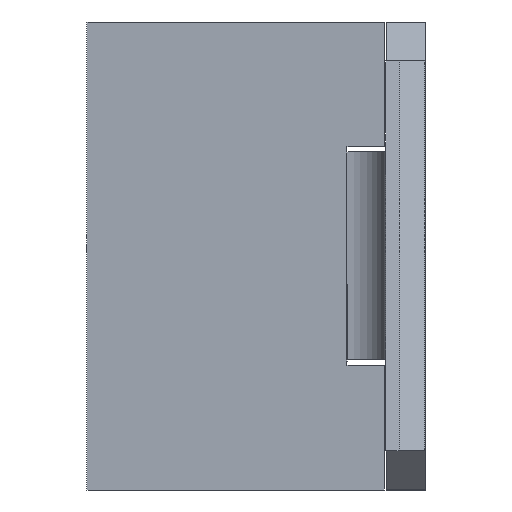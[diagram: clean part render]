
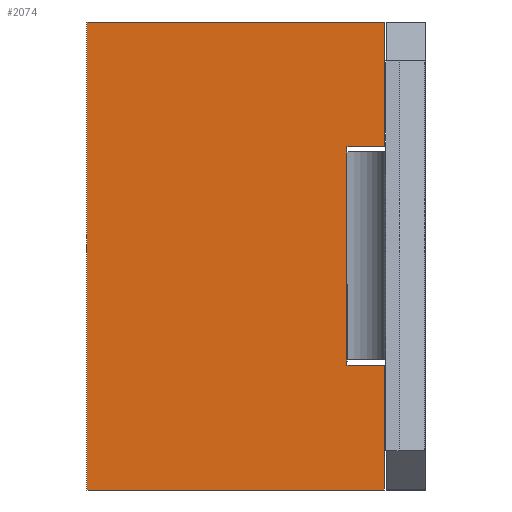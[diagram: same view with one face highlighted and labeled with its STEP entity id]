
A CAD part, left-side view. The second image highlights one B-rep face of the part: STEP entity #2074.
In plain terms, the highlighted planar face has unit normal (-1, 0, 0).
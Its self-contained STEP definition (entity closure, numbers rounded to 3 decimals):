
#24 = LINE ( 'NONE', #976, #1138 ) ;
#78 = DIRECTION ( 'NONE',  ( -1., 0., 0. ) ) ;
#88 = EDGE_CURVE ( 'NONE', #1719, #1652, #1383, .T. ) ;
#97 = VECTOR ( 'NONE', #2719, 1000. ) ;
#186 = CARTESIAN_POINT ( 'NONE',  ( 4417.929, -140., 75. ) ) ;
#231 = EDGE_CURVE ( 'NONE', #356, #1259, #24, .T. ) ;
#294 = VECTOR ( 'NONE', #756, 1000. ) ;
#307 = EDGE_CURVE ( 'NONE', #1602, #1259, #1016, .T. ) ;
#341 = ORIENTED_EDGE ( 'NONE', *, *, #88, .F. ) ;
#356 = VERTEX_POINT ( 'NONE', #2455 ) ;
#358 = LINE ( 'NONE', #1307, #97 ) ;
#360 = VECTOR ( 'NONE', #912, 1000. ) ;
#431 = LINE ( 'NONE', #186, #2320 ) ;
#445 = LINE ( 'NONE', #940, #1780 ) ;
#478 = DIRECTION ( 'NONE',  ( 0., 0., -1. ) ) ;
#505 = DIRECTION ( 'NONE',  ( 0., -1., 0. ) ) ;
#533 = FACE_OUTER_BOUND ( 'NONE', #2299, .T. ) ;
#540 = ORIENTED_EDGE ( 'NONE', *, *, #307, .F. ) ;
#569 = VERTEX_POINT ( 'NONE', #1081 ) ;
#603 = ORIENTED_EDGE ( 'NONE', *, *, #231, .T. ) ;
#700 = DIRECTION ( 'NONE',  ( 0., 0., -1. ) ) ;
#742 = CARTESIAN_POINT ( 'NONE',  ( 4417.929, -154.405, -90. ) ) ;
#756 = DIRECTION ( 'NONE',  ( 0., 0., 1. ) ) ;
#788 = VERTEX_POINT ( 'NONE', #1348 ) ;
#832 = VECTOR ( 'NONE', #700, 1000. ) ;
#886 = CARTESIAN_POINT ( 'NONE',  ( 4417.929, -154.405, 90. ) ) ;
#912 = DIRECTION ( 'NONE',  ( 0., 0., -1. ) ) ;
#940 = CARTESIAN_POINT ( 'NONE',  ( 4417.929, -40., -90. ) ) ;
#942 = DIRECTION ( 'NONE',  ( 0., 0., 1. ) ) ;
#976 = CARTESIAN_POINT ( 'NONE',  ( 4417.929, -154.405, 90. ) ) ;
#999 = ORIENTED_EDGE ( 'NONE', *, *, #1409, .F. ) ;
#1016 = LINE ( 'NONE', #1753, #1097 ) ;
#1081 = CARTESIAN_POINT ( 'NONE',  ( 4417.929, -154.405, -42. ) ) ;
#1097 = VECTOR ( 'NONE', #1981, 1000. ) ;
#1110 = VERTEX_POINT ( 'NONE', #1970 ) ;
#1119 = AXIS2_PLACEMENT_3D ( 'NONE', #2142, #78, #1772 ) ;
#1128 = LINE ( 'NONE', #742, #294 ) ;
#1130 = ORIENTED_EDGE ( 'NONE', *, *, #2896, .T. ) ;
#1138 = VECTOR ( 'NONE', #942, 1000. ) ;
#1195 = ORIENTED_EDGE ( 'NONE', *, *, #2973, .T. ) ;
#1249 = ORIENTED_EDGE ( 'NONE', *, *, #1909, .F. ) ;
#1259 = VERTEX_POINT ( 'NONE', #886 ) ;
#1307 = CARTESIAN_POINT ( 'NONE',  ( 4417.929, -40., 75. ) ) ;
#1348 = CARTESIAN_POINT ( 'NONE',  ( 4417.929, -140., 42. ) ) ;
#1354 = CARTESIAN_POINT ( 'NONE',  ( 4417.929, -140., -42. ) ) ;
#1383 = LINE ( 'NONE', #2065, #360 ) ;
#1409 = EDGE_CURVE ( 'NONE', #1110, #1602, #358, .T. ) ;
#1445 = PLANE ( 'NONE',  #1119 ) ;
#1465 = VERTEX_POINT ( 'NONE', #2070 ) ;
#1602 = VERTEX_POINT ( 'NONE', #2845 ) ;
#1625 = LINE ( 'NONE', #2332, #2805 ) ;
#1652 = VERTEX_POINT ( 'NONE', #2791 ) ;
#1719 = VERTEX_POINT ( 'NONE', #1726 ) ;
#1726 = CARTESIAN_POINT ( 'NONE',  ( 4417.929, -140., 40. ) ) ;
#1753 = CARTESIAN_POINT ( 'NONE',  ( 4417.929, -40., 90. ) ) ;
#1765 = ORIENTED_EDGE ( 'NONE', *, *, #2229, .F. ) ;
#1772 = DIRECTION ( 'NONE',  ( 0., 0., 1. ) ) ;
#1780 = VECTOR ( 'NONE', #505, 1000. ) ;
#1841 = LINE ( 'NONE', #2049, #832 ) ;
#1877 = VECTOR ( 'NONE', #2249, 1000. ) ;
#1885 = VERTEX_POINT ( 'NONE', #1354 ) ;
#1909 = EDGE_CURVE ( 'NONE', #788, #1719, #431, .T. ) ;
#1929 = EDGE_CURVE ( 'NONE', #1465, #569, #1128, .T. ) ;
#1970 = CARTESIAN_POINT ( 'NONE',  ( 4417.929, -40., -90. ) ) ;
#1981 = DIRECTION ( 'NONE',  ( 0., -1., 0. ) ) ;
#2018 = EDGE_CURVE ( 'NONE', #788, #356, #1625, .T. ) ;
#2049 = CARTESIAN_POINT ( 'NONE',  ( 4417.929, -140., -90. ) ) ;
#2065 = CARTESIAN_POINT ( 'NONE',  ( 4417.929, -140., 75. ) ) ;
#2070 = CARTESIAN_POINT ( 'NONE',  ( 4417.929, -154.405, -90. ) ) ;
#2074 = ADVANCED_FACE ( 'NONE', ( #533 ), #1445, .T. ) ;
#2078 = DIRECTION ( 'NONE',  ( 0., -1., 0. ) ) ;
#2142 = CARTESIAN_POINT ( 'NONE',  ( 4417.929, 0., 0. ) ) ;
#2229 = EDGE_CURVE ( 'NONE', #1652, #1885, #1841, .T. ) ;
#2234 = ORIENTED_EDGE ( 'NONE', *, *, #2018, .T. ) ;
#2249 = DIRECTION ( 'NONE',  ( 0., 1., 0. ) ) ;
#2299 = EDGE_LOOP ( 'NONE', ( #999, #1130, #2534, #1195, #1765, #341, #1249, #2234, #603, #540 ) ) ;
#2320 = VECTOR ( 'NONE', #478, 1000. ) ;
#2332 = CARTESIAN_POINT ( 'NONE',  ( 4417.929, -140., 42. ) ) ;
#2455 = CARTESIAN_POINT ( 'NONE',  ( 4417.929, -154.405, 42. ) ) ;
#2458 = LINE ( 'NONE', #2515, #1877 ) ;
#2515 = CARTESIAN_POINT ( 'NONE',  ( 4417.929, -140., -42. ) ) ;
#2534 = ORIENTED_EDGE ( 'NONE', *, *, #1929, .T. ) ;
#2719 = DIRECTION ( 'NONE',  ( 0., 0., 1. ) ) ;
#2791 = CARTESIAN_POINT ( 'NONE',  ( 4417.929, -140., -40. ) ) ;
#2805 = VECTOR ( 'NONE', #2078, 1000. ) ;
#2845 = CARTESIAN_POINT ( 'NONE',  ( 4417.929, -40., 90. ) ) ;
#2896 = EDGE_CURVE ( 'NONE', #1110, #1465, #445, .T. ) ;
#2973 = EDGE_CURVE ( 'NONE', #569, #1885, #2458, .T. ) ;
